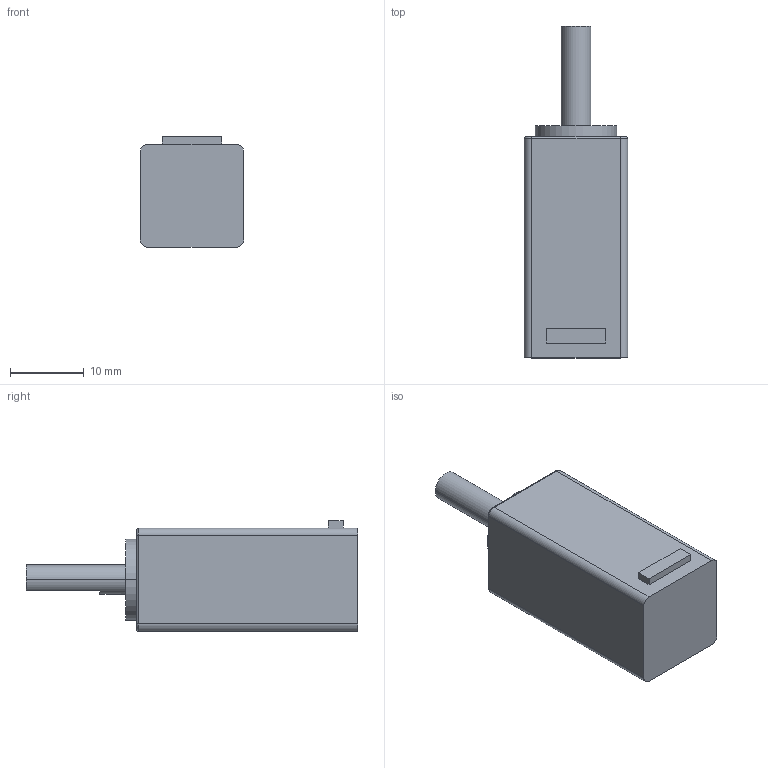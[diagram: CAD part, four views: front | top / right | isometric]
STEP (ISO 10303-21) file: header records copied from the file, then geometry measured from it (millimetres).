
FILE_DESCRIPTION((''),'2;1');
FILE_NAME('PRT0002','2020-08-07T13:41:26',('MS05244'),(''),'CREO PARAMETRIC BY PTC INC, 2018100','CREO PARAMETRIC BY PTC INC, 2018100','');
FILE_SCHEMA(('CONFIG_CONTROL_DESIGN'));
Length unit declared in the file: millimetre
Products named in the file (1): PRT0002
Bounding box: 14 x 45 x 15 mm (x, y, z)
Volume: 6152.2 mm3; surface area: 2301 mm2
Topology: 1 solids, 1 shells, 43 faces, 94 edges, 60 vertices
Faces by surface type: cylinder 20, plane 19, torus 4
Entity records: 1228 total; most frequent: DIRECTION 226, CARTESIAN_POINT 197, ORIENTED_EDGE 188, EDGE_CURVE 94, AXIS2_PLACEMENT_3D 89, VERTEX_POINT 60, EDGE_LOOP 50, VECTOR 48
